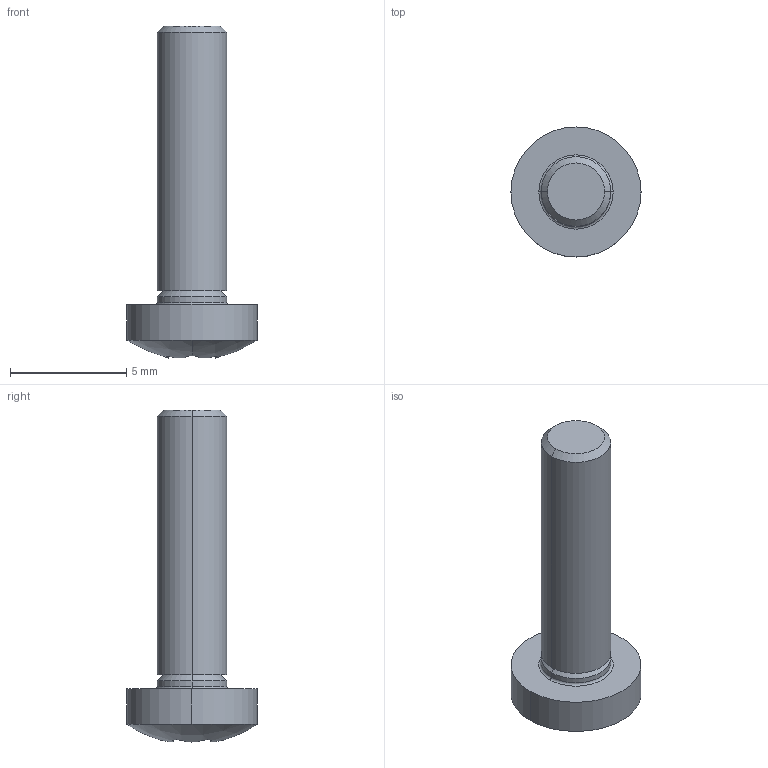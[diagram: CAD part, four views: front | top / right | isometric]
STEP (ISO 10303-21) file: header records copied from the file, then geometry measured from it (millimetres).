
FILE_DESCRIPTION (( 'STEP AP214' ), '1' );
FILE_NAME ('Bolt ISO 14583 M3x12.STEP', '2016-03-10T10:57:11', ( '' ), ( '' ), 'SwSTEP 2.0', 'SolidWorks 2016', '' );
FILE_SCHEMA (( 'AUTOMOTIVE_DESIGN' ));
Length unit declared in the file: millimetre
Products named in the file (1): Bolt ISO 14583 M3x12
Bounding box: 5.6 x 5.6 x 14.3 mm (x, y, z)
Volume: 127.3 mm3; surface area: 205.3 mm2
Topology: 1 solids, 1 shells, 39 faces, 96 edges, 59 vertices
Faces by surface type: cylinder 20, plane 9, cone 6, torus 2, sphere 2
Entity records: 1254 total; most frequent: CARTESIAN_POINT 293, DIRECTION 210, ORIENTED_EDGE 188, EDGE_CURVE 94, AXIS2_PLACEMENT_3D 92, VERTEX_POINT 59, CIRCLE 52, EDGE_LOOP 41
